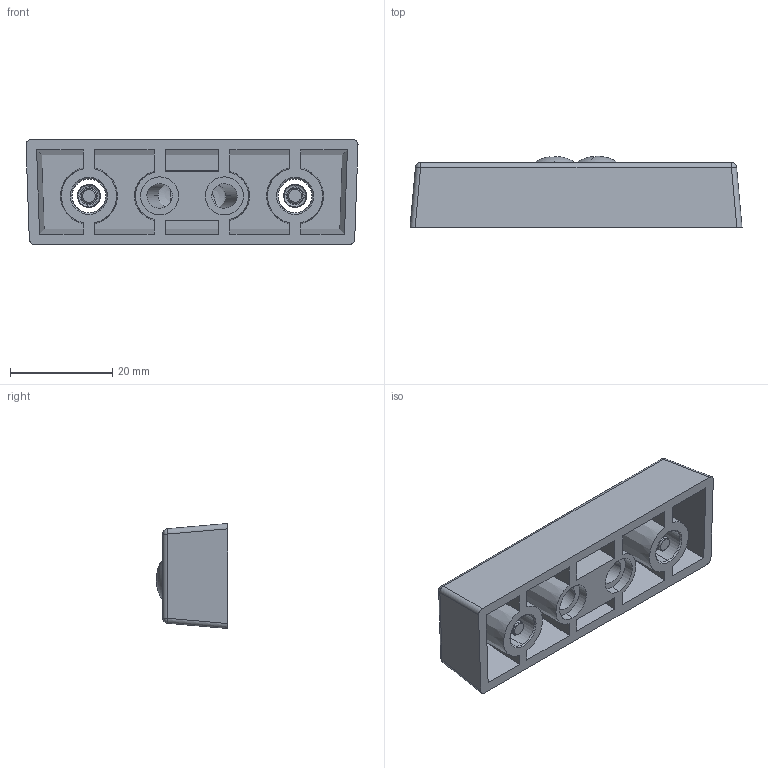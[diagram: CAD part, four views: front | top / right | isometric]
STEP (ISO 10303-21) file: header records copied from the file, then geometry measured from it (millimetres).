
FILE_DESCRIPTION (( 'STEP AP203' ), '1' );
FILE_NAME ('BlockV1.STEP', '2019-10-23T16:17:26', ( 'USER' ), ( '' ), 'SwSTEP 2.0', 'SolidWorks 2019', '' );
FILE_SCHEMA (( 'CONFIG_CONTROL_DESIGN' ));
Length unit declared in the file: inch
Products named in the file (1): BlockV1
Bounding box: 65.03 x 13.96 x 20.57 mm (x, y, z)
Surface area: 7758.3 mm2 (no closed solid volume)
Topology: 0 solids, 7 shells, 151 faces, 657 edges, 508 vertices
Faces by surface type: cylinder 67, plane 54, cone 14, torus 8, sphere 4, bspline 4
Entity records: 8237 total; most frequent: CARTESIAN_POINT 3474, ORIENTED_EDGE 938, DIRECTION 853, EDGE_CURVE 649, VERTEX_POINT 508, AXIS2_PLACEMENT_3D 323, VECTOR 207, LINE 207
